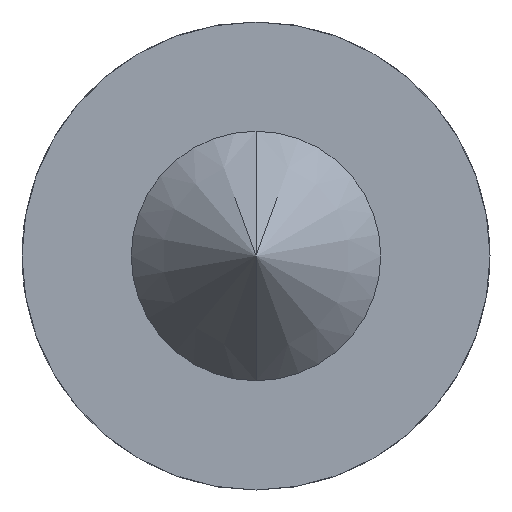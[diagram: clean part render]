
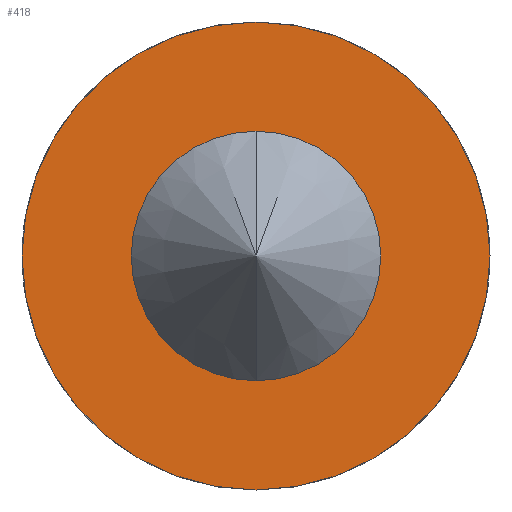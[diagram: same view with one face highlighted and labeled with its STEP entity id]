
A CAD part, front view. The second image highlights one B-rep face of the part: STEP entity #418.
In plain terms, the highlighted planar face has unit normal (0, -1, 0).
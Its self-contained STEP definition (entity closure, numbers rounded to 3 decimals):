
#26 = FACE_OUTER_BOUND ( 'NONE', #76, .T. ) ;
#27 = FACE_BOUND ( 'NONE', #75, .T. ) ;
#39 = AXIS2_PLACEMENT_3D ( 'NONE', #198, #201, #363 ) ;
#43 = AXIS2_PLACEMENT_3D ( 'NONE', #500, #499, #498 ) ;
#53 = CIRCLE ( 'NONE', #39, 7.5 ) ;
#54 = AXIS2_PLACEMENT_3D ( 'NONE', #491, #490, #489 ) ;
#59 = CIRCLE ( 'NONE', #43, 3. ) ;
#63 = CIRCLE ( 'NONE', #54, 7.5 ) ;
#75 = EDGE_LOOP ( 'NONE', ( #132, #126 ) ) ;
#76 = EDGE_LOOP ( 'NONE', ( #125, #124 ) ) ;
#124 = ORIENTED_EDGE ( 'NONE', *, *, #378, .F. ) ;
#125 = ORIENTED_EDGE ( 'NONE', *, *, #383, .F. ) ;
#126 = ORIENTED_EDGE ( 'NONE', *, *, #375, .T. ) ;
#132 = ORIENTED_EDGE ( 'NONE', *, *, #398, .T. ) ;
#146 = VERTEX_POINT ( 'NONE', #435 ) ;
#149 = VERTEX_POINT ( 'NONE', #423 ) ;
#151 = VERTEX_POINT ( 'NONE', #425 ) ;
#162 = VERTEX_POINT ( 'NONE', #441 ) ;
#198 = CARTESIAN_POINT ( 'NONE',  ( 0., 0., 0. ) ) ;
#201 = DIRECTION ( 'NONE',  ( 0., 1., 0. ) ) ;
#246 = DIRECTION ( 'NONE',  ( 0., 0., 1. ) ) ;
#250 = DIRECTION ( 'NONE',  ( 0., 1., 0. ) ) ;
#253 = CARTESIAN_POINT ( 'NONE',  ( 0., 0., 0. ) ) ;
#254 = DIRECTION ( 'NONE',  ( 0., 0., -1. ) ) ;
#255 = DIRECTION ( 'NONE',  ( 0., -1., 0. ) ) ;
#256 = CARTESIAN_POINT ( 'NONE',  ( 0., 0., 3. ) ) ;
#257 = PLANE ( 'NONE',  #335 ) ;
#335 = AXIS2_PLACEMENT_3D ( 'NONE', #256, #255, #254 ) ;
#344 = CIRCLE ( 'NONE', #358, 3. ) ;
#358 = AXIS2_PLACEMENT_3D ( 'NONE', #253, #250, #246 ) ;
#363 = DIRECTION ( 'NONE',  ( 0., 0., 1. ) ) ;
#375 = EDGE_CURVE ( 'NONE', #146, #162, #59, .T. ) ;
#378 = EDGE_CURVE ( 'NONE', #149, #151, #63, .T. ) ;
#383 = EDGE_CURVE ( 'NONE', #151, #149, #53, .T. ) ;
#398 = EDGE_CURVE ( 'NONE', #162, #146, #344, .T. ) ;
#418 = ADVANCED_FACE ( 'NONE', ( #27, #26 ), #257, .T. ) ;
#423 = CARTESIAN_POINT ( 'NONE',  ( 0., 0., -7.5 ) ) ;
#425 = CARTESIAN_POINT ( 'NONE',  ( 0., 0., 7.5 ) ) ;
#435 = CARTESIAN_POINT ( 'NONE',  ( 0., 0., -3. ) ) ;
#441 = CARTESIAN_POINT ( 'NONE',  ( 0., 0., 3. ) ) ;
#489 = DIRECTION ( 'NONE',  ( 0., 0., 1. ) ) ;
#490 = DIRECTION ( 'NONE',  ( 0., 1., 0. ) ) ;
#491 = CARTESIAN_POINT ( 'NONE',  ( 0., 0., 0. ) ) ;
#498 = DIRECTION ( 'NONE',  ( 0., 0., 1. ) ) ;
#499 = DIRECTION ( 'NONE',  ( 0., 1., 0. ) ) ;
#500 = CARTESIAN_POINT ( 'NONE',  ( 0., 0., 0. ) ) ;
